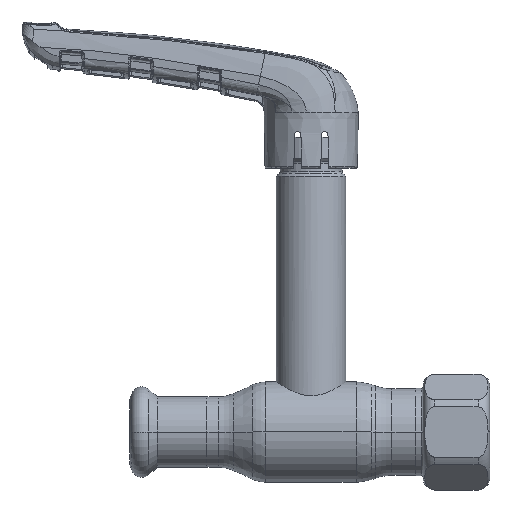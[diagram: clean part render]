
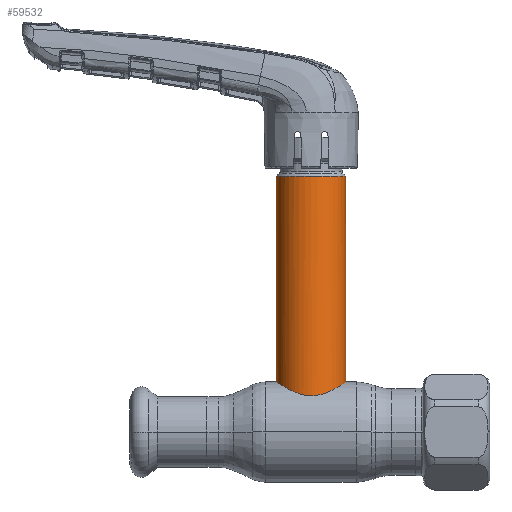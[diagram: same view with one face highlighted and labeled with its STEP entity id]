
A CAD part, top view. The second image highlights one B-rep face of the part: STEP entity #59532.
In plain terms, the highlighted cylindrical face has radius 9 mm (diameter 18 mm), a partial arc.
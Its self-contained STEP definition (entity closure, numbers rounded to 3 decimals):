
#48 = CARTESIAN_POINT ( 'NONE',  ( 8.511, 12.665, 2.987 ) ) ;
#1778 = AXIS2_PLACEMENT_3D ( 'NONE', #29141, #29376, #2355 ) ;
#2355 = DIRECTION ( 'NONE',  ( -1., 0., 0. ) ) ;
#4577 = CARTESIAN_POINT ( 'NONE',  ( 4.041, 10.212, 8.047 ) ) ;
#4808 = CARTESIAN_POINT ( 'NONE',  ( 5.496, 10.864, 7.15 ) ) ;
#7178 = CARTESIAN_POINT ( 'NONE',  ( -9., 66.219, 0. ) ) ;
#8015 = VERTEX_POINT ( 'NONE', #7178 ) ;
#10321 = CARTESIAN_POINT ( 'NONE',  ( -5.494, 10.863, 7.151 ) ) ;
#10409 = EDGE_CURVE ( 'NONE', #8015, #17741, #52011, .T. ) ;
#10551 = CARTESIAN_POINT ( 'NONE',  ( 8.691, 12.787, 2.417 ) ) ;
#10791 = CARTESIAN_POINT ( 'NONE',  ( 1.215, 9.441, 8.938 ) ) ;
#11029 = CARTESIAN_POINT ( 'NONE',  ( -7.11, 11.768, 5.549 ) ) ;
#11883 = DIRECTION ( 'NONE',  ( 0., -1., 0. ) ) ;
#15611 = CARTESIAN_POINT ( 'NONE',  ( -8.046, 12.358, 4.075 ) ) ;
#15847 = CARTESIAN_POINT ( 'NONE',  ( -4.552, 10.419, 7.785 ) ) ;
#16549 = CARTESIAN_POINT ( 'NONE',  ( -2.403, 9.68, 8.678 ) ) ;
#17270 = CARTESIAN_POINT ( 'NONE',  ( 9., 13., 0. ) ) ;
#17741 = VERTEX_POINT ( 'NONE', #69893 ) ;
#19967 = VERTEX_POINT ( 'NONE', #27788 ) ;
#21304 = CARTESIAN_POINT ( 'NONE',  ( -8.937, 12.956, 1.223 ) ) ;
#22023 = CARTESIAN_POINT ( 'NONE',  ( -8.694, 12.789, 2.406 ) ) ;
#26568 = CARTESIAN_POINT ( 'NONE',  ( -4.052, 10.206, 8.057 ) ) ;
#26803 = CARTESIAN_POINT ( 'NONE',  ( -0.308, 9.381, 9. ) ) ;
#27282 = CARTESIAN_POINT ( 'NONE',  ( 8.029, 12.347, 4.077 ) ) ;
#27517 = CARTESIAN_POINT ( 'NONE',  ( -1.227, 9.456, 8.921 ) ) ;
#27788 = CARTESIAN_POINT ( 'NONE',  ( 9., 66.219, 0. ) ) ;
#28117 = EDGE_CURVE ( 'NONE', #19967, #8015, #67909, .T. ) ;
#28130 = DIRECTION ( 'NONE',  ( -1., 0., 0. ) ) ;
#29141 = CARTESIAN_POINT ( 'NONE',  ( 0., 0., 0. ) ) ;
#29376 = DIRECTION ( 'NONE',  ( 0., -1., 0. ) ) ;
#29637 = ORIENTED_EDGE ( 'NONE', *, *, #33657, .T. ) ;
#29894 = ORIENTED_EDGE ( 'NONE', *, *, #10409, .T. ) ;
#30414 = VECTOR ( 'NONE', #43500, 1000. ) ;
#30764 = AXIS2_PLACEMENT_3D ( 'NONE', #49825, #11883, #28130 ) ;
#31805 = CARTESIAN_POINT ( 'NONE',  ( 3.778, 10.11, 8.174 ) ) ;
#32251 = CARTESIAN_POINT ( 'NONE',  ( 5.933, 11.095, 6.791 ) ) ;
#32495 = CARTESIAN_POINT ( 'NONE',  ( 4.547, 10.422, 7.772 ) ) ;
#33022 = CARTESIAN_POINT ( 'NONE',  ( -9., 0., 0. ) ) ;
#33657 = EDGE_CURVE ( 'NONE', #17741, #44065, #52269, .T. ) ;
#34543 = EDGE_LOOP ( 'NONE', ( #47713, #67348, #29894, #29637 ) ) ;
#37743 = CARTESIAN_POINT ( 'NONE',  ( 7.112, 11.769, 5.546 ) ) ;
#37979 = CARTESIAN_POINT ( 'NONE',  ( -7.764, 12.174, 4.589 ) ) ;
#39157 = CARTESIAN_POINT ( 'NONE',  ( 9., 13., 0.305 ) ) ;
#43242 = CARTESIAN_POINT ( 'NONE',  ( -5.938, 11.097, 6.787 ) ) ;
#43481 = CARTESIAN_POINT ( 'NONE',  ( -1.526, 9.5, 8.875 ) ) ;
#43500 = DIRECTION ( 'NONE',  ( 0., -1., 0. ) ) ;
#43719 = CARTESIAN_POINT ( 'NONE',  ( -6.744, 11.549, 5.986 ) ) ;
#44065 = VERTEX_POINT ( 'NONE', #44154 ) ;
#44154 = CARTESIAN_POINT ( 'NONE',  ( 9., 13., 0. ) ) ;
#44189 = CARTESIAN_POINT ( 'NONE',  ( 8.985, 12.989, 0.61 ) ) ;
#47713 = ORIENTED_EDGE ( 'NONE', *, *, #56938, .F. ) ;
#47913 = VECTOR ( 'NONE', #60610, 1000. ) ;
#48269 = CARTESIAN_POINT ( 'NONE',  ( -9., 13., 0. ) ) ;
#48491 = CARTESIAN_POINT ( 'NONE',  ( -9., 13., 0.618 ) ) ;
#48730 = CARTESIAN_POINT ( 'NONE',  ( 8.875, 12.914, 1.525 ) ) ;
#48962 = CARTESIAN_POINT ( 'NONE',  ( 7.748, 12.166, 4.589 ) ) ;
#49214 = CARTESIAN_POINT ( 'NONE',  ( -2.971, 9.836, 8.501 ) ) ;
#49825 = CARTESIAN_POINT ( 'NONE',  ( 0., 66.219, 0. ) ) ;
#49919 = CARTESIAN_POINT ( 'NONE',  ( 8.922, 12.946, 1.22 ) ) ;
#51432 = CYLINDRICAL_SURFACE ( 'NONE', #1778, 9. ) ;
#52011 = LINE ( 'NONE', #33022, #47913 ) ;
#52269 = B_SPLINE_CURVE_WITH_KNOTS ( 'NONE', 3,
 ( #48269, #48491, #21304, #22023, #54137, #15611, #37979, #11029, #43719, #43242, #10321, #15847, #26568, #53906, #49214, #16549, #54368, #43481, #27517, #59359, #26803, #59833, #10791, #53661, #64806, #31805, #4577, #32495, #59125, #4808, #32251, #70318, #37743, #70549, #48962, #27282, #65268, #48, #10551, #48730, #49919, #44189, #39157, #17270 ),
 .UNSPECIFIED., .F., .F.,
 ( 4, 2, 2, 2, 2, 2, 2, 2, 2, 2, 2, 2, 2, 2, 2, 2, 2, 2, 2, 2, 2, 4 ),
 ( 0., 0.002, 0.004, 0.005, 0.007, 0.009, 0.011, 0.012, 0.013, 0.014, 0.015, 0.016, 0.018, 0.019, 0.02, 0.022, 0.024, 0.025, 0.026, 0.027, 0.028, 0.029 ),
 .UNSPECIFIED. ) ;
#53661 = CARTESIAN_POINT ( 'NONE',  ( 2.405, 9.667, 8.694 ) ) ;
#53906 = CARTESIAN_POINT ( 'NONE',  ( -3.249, 9.924, 8.398 ) ) ;
#54137 = CARTESIAN_POINT ( 'NONE',  ( -8.51, 12.665, 2.988 ) ) ;
#54368 = CARTESIAN_POINT ( 'NONE',  ( -2.114, 9.612, 8.753 ) ) ;
#56810 = LINE ( 'NONE', #59851, #30414 ) ;
#56938 = EDGE_CURVE ( 'NONE', #19967, #44065, #56810, .T. ) ;
#59125 = CARTESIAN_POINT ( 'NONE',  ( 4.79, 10.531, 7.625 ) ) ;
#59359 = CARTESIAN_POINT ( 'NONE',  ( -0.618, 9.396, 8.984 ) ) ;
#59532 = ADVANCED_FACE ( 'NONE', ( #67569 ), #51432, .T. ) ;
#59833 = CARTESIAN_POINT ( 'NONE',  ( 0.609, 9.381, 9. ) ) ;
#59851 = CARTESIAN_POINT ( 'NONE',  ( 9., 0., 0. ) ) ;
#60610 = DIRECTION ( 'NONE',  ( 0., -1., 0. ) ) ;
#64806 = CARTESIAN_POINT ( 'NONE',  ( 2.969, 9.827, 8.516 ) ) ;
#65268 = CARTESIAN_POINT ( 'NONE',  ( 8.159, 12.433, 3.81 ) ) ;
#67348 = ORIENTED_EDGE ( 'NONE', *, *, #28117, .T. ) ;
#67569 = FACE_OUTER_BOUND ( 'NONE', #34543, .T. ) ;
#67909 = CIRCLE ( 'NONE', #30764, 9. ) ;
#69893 = CARTESIAN_POINT ( 'NONE',  ( -9., 13., 0. ) ) ;
#70318 = CARTESIAN_POINT ( 'NONE',  ( 6.747, 11.55, 5.984 ) ) ;
#70549 = CARTESIAN_POINT ( 'NONE',  ( 7.597, 12.07, 4.835 ) ) ;
